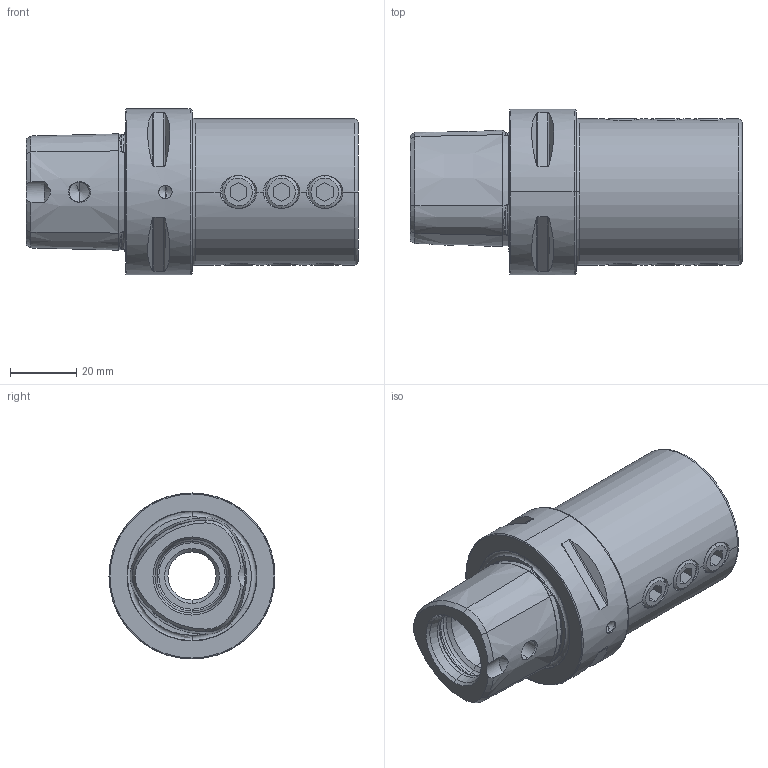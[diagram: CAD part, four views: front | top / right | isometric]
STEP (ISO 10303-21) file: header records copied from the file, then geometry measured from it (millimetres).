
FILE_DESCRIPTION (( 'STEP AP203' ), '1' );
FILE_NAME ('PS5-B20.K01.070.STEP', '2012-04-16T06:00:40', ( 'SwiAdmin' ), ( '' ), 'SwSTEP 2.0', 'SolidWorks 2012', '' );
FILE_SCHEMA (( 'CONFIG_CONTROL_DESIGN' ));
Length unit declared in the file: millimetre
Products named in the file (3): PS5-B20.K01.070; ISO 4026 - M10 x 12_PreviewCfg; PS5-B20.K01.070_A
Assembly tree (10 placements, depth 2):
  PS5-B20.K01.070
    PS5-B20.K01.070_A
    ISO 4026 - M10 x 12_PreviewCfg  x9
Bounding box: 100 x 50 x 50 mm (x, y, z)
Volume: 111691.3 mm3; surface area: 30166.8 mm2
Topology: 10 solids, 10 shells, 304 faces, 717 edges, 436 vertices
Faces by surface type: plane 102, cone 97, cylinder 67, torus 38
Entity records: 7667 total; most frequent: CARTESIAN_POINT 2838, ORIENTED_EDGE 914, DIRECTION 904, EDGE_CURVE 457, AXIS2_PLACEMENT_3D 374, VERTEX_POINT 276, EDGE_LOOP 205, FACE_OUTER_BOUND 184
